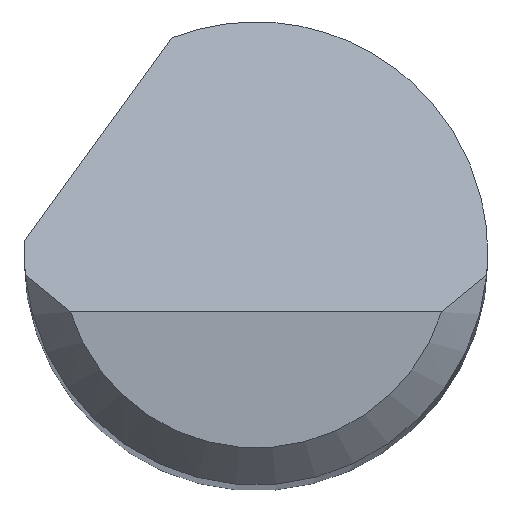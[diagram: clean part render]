
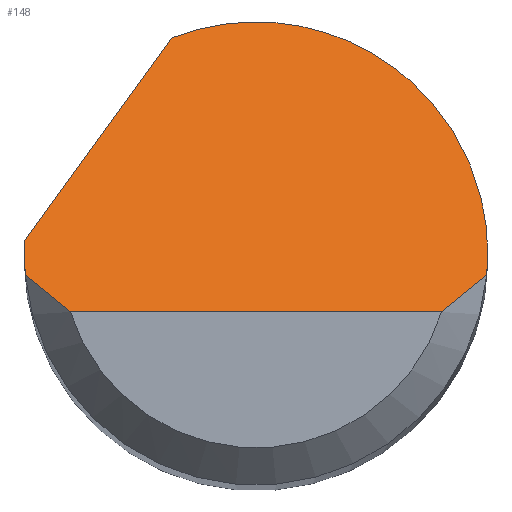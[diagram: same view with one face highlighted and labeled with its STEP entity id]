
A CAD part, top view. The second image highlights one B-rep face of the part: STEP entity #148.
In plain terms, the highlighted planar face has unit normal (0, 0.707, 0.707).
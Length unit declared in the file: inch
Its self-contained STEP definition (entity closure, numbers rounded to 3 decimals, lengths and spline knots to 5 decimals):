
#14 = B_SPLINE_CURVE_WITH_KNOTS ( 'NONE', 3,
 ( #689, #459, #154, #513 ),
 .UNSPECIFIED., .F., .F.,
 ( 4, 4 ),
 ( 0., 0.00071 ),
 .UNSPECIFIED. ) ;
#28 = CARTESIAN_POINT ( 'NONE',  ( 0.09375, 0., 1.47625 ) ) ;
#52 = CARTESIAN_POINT ( 'NONE',  ( -0.09362, 0.005, 1.47125 ) ) ;
#54 = CARTESIAN_POINT ( 'NONE',  ( 0.09334, -0.00875, 1.485 ) ) ;
#57 =( BOUNDED_CURVE ( )  B_SPLINE_CURVE ( 3, ( #204, #136, #495, #732 ),
 .UNSPECIFIED., .F., .T. ) 
 B_SPLINE_CURVE_WITH_KNOTS ( ( 4, 4 ),
 ( 1.5708, 1.66427 ),
 .UNSPECIFIED. ) 
 CURVE ( )  GEOMETRIC_REPRESENTATION_ITEM ( )  RATIONAL_B_SPLINE_CURVE ( ( 1., 0.999, 0.999, 1. ) ) 
 REPRESENTATION_ITEM ( '' )  );
#85 = CARTESIAN_POINT ( 'NONE',  ( -0.03394, 0.08739, 1.38886 ) ) ;
#92 = DIRECTION ( 'NONE',  ( 0.456, 0.629, -0.629 ) ) ;
#107 = B_SPLINE_CURVE_WITH_KNOTS ( 'NONE', 3,
 ( #764, #701, #167, #359 ),
 .UNSPECIFIED., .F., .F.,
 ( 4, 4 ),
 ( 0., 0.00071 ),
 .UNSPECIFIED. ) ;
#119 = LINE ( 'NONE', #297, #277 ) ;
#121 = ORIENTED_EDGE ( 'NONE', *, *, #147, .F. ) ;
#132 = EDGE_CURVE ( 'NONE', #653, #560, #729, .T. ) ;
#136 = CARTESIAN_POINT ( 'NONE',  ( 0.09375, -0.00292, 1.47917 ) ) ;
#147 = EDGE_CURVE ( 'NONE', #635, #653, #331, .T. ) ;
#148 = ADVANCED_FACE ( 'NONE', ( #719 ), #467, .F. ) ;
#154 = CARTESIAN_POINT ( 'NONE',  ( 0.08761, -0.01397, 1.49022 ) ) ;
#161 = CARTESIAN_POINT ( 'NONE',  ( -0.09334, -0.00875, 1.485 ) ) ;
#163 = AXIS2_PLACEMENT_3D ( 'NONE', #704, #418, #659 ) ;
#167 = CARTESIAN_POINT ( 'NONE',  ( -0.08157, -0.019, 1.49525 ) ) ;
#171 = EDGE_CURVE ( 'NONE', #208, #419, #57, .T. ) ;
#180 = DIRECTION ( 'NONE',  ( 1., 0., 0. ) ) ;
#185 = ORIENTED_EDGE ( 'NONE', *, *, #132, .F. ) ;
#195 = CARTESIAN_POINT ( 'NONE',  ( 0.07508, -0.02375, 1.5 ) ) ;
#204 = CARTESIAN_POINT ( 'NONE',  ( 0.09375, 0., 1.47625 ) ) ;
#208 = VERTEX_POINT ( 'NONE', #386 ) ;
#221 = CARTESIAN_POINT ( 'NONE',  ( 0.03379, 0.11369, 1.36256 ) ) ;
#228 = CARTESIAN_POINT ( 'NONE',  ( -0.09375, -0.00292, 1.47917 ) ) ;
#231 = CARTESIAN_POINT ( 'NONE',  ( -0.09375, 0., 1.47625 ) ) ;
#235 = ORIENTED_EDGE ( 'NONE', *, *, #451, .T. ) ;
#237 = CARTESIAN_POINT ( 'NONE',  ( -0.09375, 0., 1.47625 ) ) ;
#251 = VECTOR ( 'NONE', #92, 39.37008 ) ;
#277 = VECTOR ( 'NONE', #180, 39.37008 ) ;
#279 = ORIENTED_EDGE ( 'NONE', *, *, #629, .F. ) ;
#297 = CARTESIAN_POINT ( 'NONE',  ( 0., -0.02375, 1.5 ) ) ;
#325 = ORIENTED_EDGE ( 'NONE', *, *, #480, .T. ) ;
#326 = CARTESIAN_POINT ( 'NONE',  ( -0.09375, 0., 1.47625 ) ) ;
#331 =( BOUNDED_CURVE ( )  B_SPLINE_CURVE ( 3, ( #525, #716, #228, #231 ),
 .UNSPECIFIED., .F., .F. ) 
 B_SPLINE_CURVE_WITH_KNOTS ( ( 4, 4 ),
 ( 4.61892, 4.71239 ),
 .UNSPECIFIED. ) 
 CURVE ( )  GEOMETRIC_REPRESENTATION_ITEM ( )  RATIONAL_B_SPLINE_CURVE ( ( 1., 0.999, 0.999, 1. ) ) 
 REPRESENTATION_ITEM ( '' )  );
#343 = CARTESIAN_POINT ( 'NONE',  ( -0.11014, -0.01781, 1.49406 ) ) ;
#349 = CARTESIAN_POINT ( 'NONE',  ( -0.03394, 0.08739, 1.38886 ) ) ;
#359 = CARTESIAN_POINT ( 'NONE',  ( -0.07508, -0.02375, 1.5 ) ) ;
#386 = CARTESIAN_POINT ( 'NONE',  ( 0.09375, 0., 1.47625 ) ) ;
#398 = ORIENTED_EDGE ( 'NONE', *, *, #171, .F. ) ;
#411 = VERTEX_POINT ( 'NONE', #349 ) ;
#418 = DIRECTION ( 'NONE',  ( 0., -0.707, -0.707 ) ) ;
#419 = VERTEX_POINT ( 'NONE', #54 ) ;
#446 = LINE ( 'NONE', #343, #251 ) ;
#451 = EDGE_CURVE ( 'NONE', #555, #535, #119, .T. ) ;
#459 = CARTESIAN_POINT ( 'NONE',  ( 0.08157, -0.019, 1.49525 ) ) ;
#467 = PLANE ( 'NONE',  #163 ) ;
#473 = CARTESIAN_POINT ( 'NONE',  ( -0.09371, 0.00333, 1.47292 ) ) ;
#480 = EDGE_CURVE ( 'NONE', #635, #555, #107, .T. ) ;
#489 = CARTESIAN_POINT ( 'NONE',  ( -0.09362, 0.005, 1.47125 ) ) ;
#495 = CARTESIAN_POINT ( 'NONE',  ( 0.09361, -0.00584, 1.48209 ) ) ;
#499 = ORIENTED_EDGE ( 'NONE', *, *, #645, .T. ) ;
#508 = CARTESIAN_POINT ( 'NONE',  ( 0.09375, 0.07266, 1.40359 ) ) ;
#513 = CARTESIAN_POINT ( 'NONE',  ( 0.09334, -0.00875, 1.485 ) ) ;
#515 =( BOUNDED_CURVE ( )  B_SPLINE_CURVE ( 3, ( #85, #221, #508, #28 ),
 .UNSPECIFIED., .F., .T. ) 
 B_SPLINE_CURVE_WITH_KNOTS ( ( 4, 4 ),
 ( 5.91277, 7.85398 ),
 .UNSPECIFIED. ) 
 CURVE ( )  GEOMETRIC_REPRESENTATION_ITEM ( )  RATIONAL_B_SPLINE_CURVE ( ( 1., 0.71, 0.71, 1. ) ) 
 REPRESENTATION_ITEM ( '' )  );
#525 = CARTESIAN_POINT ( 'NONE',  ( -0.09334, -0.00875, 1.485 ) ) ;
#534 = CARTESIAN_POINT ( 'NONE',  ( -0.09375, 0.00167, 1.47458 ) ) ;
#535 = VERTEX_POINT ( 'NONE', #195 ) ;
#555 = VERTEX_POINT ( 'NONE', #673 ) ;
#560 = VERTEX_POINT ( 'NONE', #489 ) ;
#629 = EDGE_CURVE ( 'NONE', #411, #208, #515, .T. ) ;
#630 = ORIENTED_EDGE ( 'NONE', *, *, #644, .F. ) ;
#635 = VERTEX_POINT ( 'NONE', #161 ) ;
#644 = EDGE_CURVE ( 'NONE', #560, #411, #446, .T. ) ;
#645 = EDGE_CURVE ( 'NONE', #535, #419, #14, .T. ) ;
#653 = VERTEX_POINT ( 'NONE', #326 ) ;
#659 = DIRECTION ( 'NONE',  ( 0., 0.707, -0.707 ) ) ;
#673 = CARTESIAN_POINT ( 'NONE',  ( -0.07508, -0.02375, 1.5 ) ) ;
#689 = CARTESIAN_POINT ( 'NONE',  ( 0.07508, -0.02375, 1.5 ) ) ;
#697 = EDGE_LOOP ( 'NONE', ( #235, #499, #398, #279, #630, #185, #121, #325 ) ) ;
#701 = CARTESIAN_POINT ( 'NONE',  ( -0.08761, -0.01397, 1.49022 ) ) ;
#704 = CARTESIAN_POINT ( 'NONE',  ( -0.09375, -0.02375, 1.5 ) ) ;
#716 = CARTESIAN_POINT ( 'NONE',  ( -0.09361, -0.00584, 1.48209 ) ) ;
#719 = FACE_OUTER_BOUND ( 'NONE', #697, .T. ) ;
#729 =( BOUNDED_CURVE ( )  B_SPLINE_CURVE ( 3, ( #237, #534, #473, #52 ),
 .UNSPECIFIED., .F., .T. ) 
 B_SPLINE_CURVE_WITH_KNOTS ( ( 4, 4 ),
 ( 4.71239, 4.76575 ),
 .UNSPECIFIED. ) 
 CURVE ( )  GEOMETRIC_REPRESENTATION_ITEM ( )  RATIONAL_B_SPLINE_CURVE ( ( 1., 1., 1., 1. ) ) 
 REPRESENTATION_ITEM ( '' )  );
#732 = CARTESIAN_POINT ( 'NONE',  ( 0.09334, -0.00875, 1.485 ) ) ;
#764 = CARTESIAN_POINT ( 'NONE',  ( -0.09334, -0.00875, 1.485 ) ) ;
